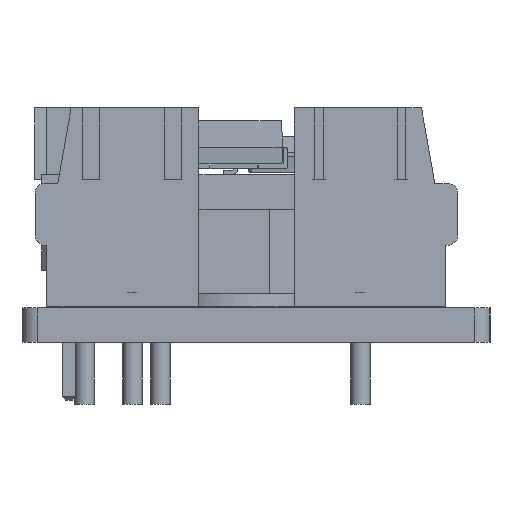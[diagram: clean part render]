
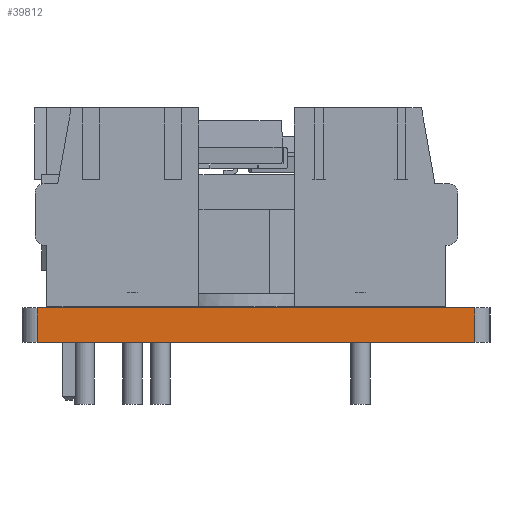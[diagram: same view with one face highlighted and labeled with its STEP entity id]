
A CAD part, left-side view. The second image highlights one B-rep face of the part: STEP entity #39812.
In plain terms, the highlighted planar face has unit normal (-1, 0, 0).
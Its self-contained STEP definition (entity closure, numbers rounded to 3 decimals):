
#38224 = PLANE('',#38225);
#38225 = AXIS2_PLACEMENT_3D('',#38226,#38227,#38228);
#38226 = CARTESIAN_POINT('',(157.15,-102.825,1.6));
#38227 = DIRECTION('',(0.,0.,1.));
#38228 = DIRECTION('',(1.,0.,-0.));
#38252 = CYLINDRICAL_SURFACE('',#38253,0.7);
#38253 = AXIS2_PLACEMENT_3D('',#38254,#38255,#38256);
#38254 = CARTESIAN_POINT('',(117.85,-92.7,0.));
#38255 = DIRECTION('',(-0.,-0.,-1.));
#38256 = DIRECTION('',(1.,0.,-0.));
#38278 = PLANE('',#38279);
#38279 = AXIS2_PLACEMENT_3D('',#38280,#38281,#38282);
#38280 = CARTESIAN_POINT('',(157.15,-102.825,0.));
#38281 = DIRECTION('',(0.,0.,1.));
#38282 = DIRECTION('',(1.,0.,-0.));
#38373 = VERTEX_POINT('',#38374);
#38374 = CARTESIAN_POINT('',(117.15,-92.7,1.6));
#38396 = EDGE_CURVE('',#38397,#38373,#38399,.T.);
#38397 = VERTEX_POINT('',#38398);
#38398 = CARTESIAN_POINT('',(117.15,-92.7,0.));
#38399 = SURFACE_CURVE('',#38400,(#38404,#38411),.PCURVE_S1.);
#38400 = LINE('',#38401,#38402);
#38401 = CARTESIAN_POINT('',(117.15,-92.7,0.));
#38402 = VECTOR('',#38403,1.);
#38403 = DIRECTION('',(0.,0.,1.));
#38404 = PCURVE('',#38252,#38405);
#38405 = DEFINITIONAL_REPRESENTATION('',(#38406),#38410);
#38406 = LINE('',#38407,#38408);
#38407 = CARTESIAN_POINT('',(-3.142,0.));
#38408 = VECTOR('',#38409,1.);
#38409 = DIRECTION('',(-0.,-1.));
#38410 = ( GEOMETRIC_REPRESENTATION_CONTEXT(2) 
PARAMETRIC_REPRESENTATION_CONTEXT() REPRESENTATION_CONTEXT('2D SPACE',''
  ) );
#38411 = PCURVE('',#38412,#38417);
#38412 = PLANE('',#38413);
#38413 = AXIS2_PLACEMENT_3D('',#38414,#38415,#38416);
#38414 = CARTESIAN_POINT('',(117.15,-92.7,0.));
#38415 = DIRECTION('',(1.,0.,-0.));
#38416 = DIRECTION('',(0.,-1.,0.));
#38417 = DEFINITIONAL_REPRESENTATION('',(#38418),#38422);
#38418 = LINE('',#38419,#38420);
#38419 = CARTESIAN_POINT('',(0.,0.));
#38420 = VECTOR('',#38421,1.);
#38421 = DIRECTION('',(0.,-1.));
#38422 = ( GEOMETRIC_REPRESENTATION_CONTEXT(2) 
PARAMETRIC_REPRESENTATION_CONTEXT() REPRESENTATION_CONTEXT('2D SPACE',''
  ) );
#38451 = EDGE_CURVE('',#38397,#38452,#38454,.T.);
#38452 = VERTEX_POINT('',#38453);
#38453 = CARTESIAN_POINT('',(117.15,-112.95,0.));
#38454 = SURFACE_CURVE('',#38455,(#38459,#38466),.PCURVE_S1.);
#38455 = LINE('',#38456,#38457);
#38456 = CARTESIAN_POINT('',(117.15,-92.7,0.));
#38457 = VECTOR('',#38458,1.);
#38458 = DIRECTION('',(0.,-1.,0.));
#38459 = PCURVE('',#38278,#38460);
#38460 = DEFINITIONAL_REPRESENTATION('',(#38461),#38465);
#38461 = LINE('',#38462,#38463);
#38462 = CARTESIAN_POINT('',(-40.,10.125));
#38463 = VECTOR('',#38464,1.);
#38464 = DIRECTION('',(0.,-1.));
#38465 = ( GEOMETRIC_REPRESENTATION_CONTEXT(2) 
PARAMETRIC_REPRESENTATION_CONTEXT() REPRESENTATION_CONTEXT('2D SPACE',''
  ) );
#38466 = PCURVE('',#38412,#38467);
#38467 = DEFINITIONAL_REPRESENTATION('',(#38468),#38472);
#38468 = LINE('',#38469,#38470);
#38469 = CARTESIAN_POINT('',(0.,0.));
#38470 = VECTOR('',#38471,1.);
#38471 = DIRECTION('',(1.,0.));
#38472 = ( GEOMETRIC_REPRESENTATION_CONTEXT(2) 
PARAMETRIC_REPRESENTATION_CONTEXT() REPRESENTATION_CONTEXT('2D SPACE',''
  ) );
#38491 = CYLINDRICAL_SURFACE('',#38492,0.7);
#38492 = AXIS2_PLACEMENT_3D('',#38493,#38494,#38495);
#38493 = CARTESIAN_POINT('',(117.85,-112.95,0.));
#38494 = DIRECTION('',(-0.,-0.,-1.));
#38495 = DIRECTION('',(1.,0.,-0.));
#39176 = EDGE_CURVE('',#38373,#39177,#39179,.T.);
#39177 = VERTEX_POINT('',#39178);
#39178 = CARTESIAN_POINT('',(117.15,-112.95,1.6));
#39179 = SURFACE_CURVE('',#39180,(#39184,#39191),.PCURVE_S1.);
#39180 = LINE('',#39181,#39182);
#39181 = CARTESIAN_POINT('',(117.15,-92.7,1.6));
#39182 = VECTOR('',#39183,1.);
#39183 = DIRECTION('',(0.,-1.,0.));
#39184 = PCURVE('',#38224,#39185);
#39185 = DEFINITIONAL_REPRESENTATION('',(#39186),#39190);
#39186 = LINE('',#39187,#39188);
#39187 = CARTESIAN_POINT('',(-40.,10.125));
#39188 = VECTOR('',#39189,1.);
#39189 = DIRECTION('',(0.,-1.));
#39190 = ( GEOMETRIC_REPRESENTATION_CONTEXT(2) 
PARAMETRIC_REPRESENTATION_CONTEXT() REPRESENTATION_CONTEXT('2D SPACE',''
  ) );
#39191 = PCURVE('',#38412,#39192);
#39192 = DEFINITIONAL_REPRESENTATION('',(#39193),#39197);
#39193 = LINE('',#39194,#39195);
#39194 = CARTESIAN_POINT('',(0.,-1.6));
#39195 = VECTOR('',#39196,1.);
#39196 = DIRECTION('',(1.,0.));
#39197 = ( GEOMETRIC_REPRESENTATION_CONTEXT(2) 
PARAMETRIC_REPRESENTATION_CONTEXT() REPRESENTATION_CONTEXT('2D SPACE',''
  ) );
#39812 = ADVANCED_FACE('',(#39813),#38412,.F.);
#39813 = FACE_BOUND('',#39814,.F.);
#39814 = EDGE_LOOP('',(#39815,#39816,#39817,#39838));
#39815 = ORIENTED_EDGE('',*,*,#38396,.T.);
#39816 = ORIENTED_EDGE('',*,*,#39176,.T.);
#39817 = ORIENTED_EDGE('',*,*,#39818,.F.);
#39818 = EDGE_CURVE('',#38452,#39177,#39819,.T.);
#39819 = SURFACE_CURVE('',#39820,(#39824,#39831),.PCURVE_S1.);
#39820 = LINE('',#39821,#39822);
#39821 = CARTESIAN_POINT('',(117.15,-112.95,0.));
#39822 = VECTOR('',#39823,1.);
#39823 = DIRECTION('',(0.,0.,1.));
#39824 = PCURVE('',#38412,#39825);
#39825 = DEFINITIONAL_REPRESENTATION('',(#39826),#39830);
#39826 = LINE('',#39827,#39828);
#39827 = CARTESIAN_POINT('',(20.25,0.));
#39828 = VECTOR('',#39829,1.);
#39829 = DIRECTION('',(0.,-1.));
#39830 = ( GEOMETRIC_REPRESENTATION_CONTEXT(2) 
PARAMETRIC_REPRESENTATION_CONTEXT() REPRESENTATION_CONTEXT('2D SPACE',''
  ) );
#39831 = PCURVE('',#38491,#39832);
#39832 = DEFINITIONAL_REPRESENTATION('',(#39833),#39837);
#39833 = LINE('',#39834,#39835);
#39834 = CARTESIAN_POINT('',(-3.142,0.));
#39835 = VECTOR('',#39836,1.);
#39836 = DIRECTION('',(-0.,-1.));
#39837 = ( GEOMETRIC_REPRESENTATION_CONTEXT(2) 
PARAMETRIC_REPRESENTATION_CONTEXT() REPRESENTATION_CONTEXT('2D SPACE',''
  ) );
#39838 = ORIENTED_EDGE('',*,*,#38451,.F.);
